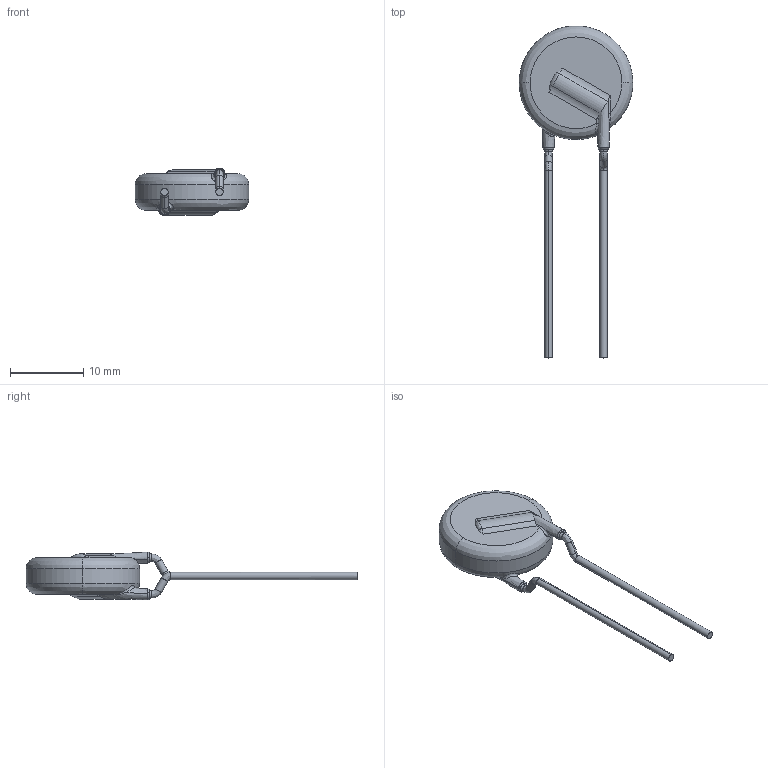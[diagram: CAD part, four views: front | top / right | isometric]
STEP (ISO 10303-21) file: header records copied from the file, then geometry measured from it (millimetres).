
FILE_DESCRIPTION (( 'STEP AP214' ), '1' );
FILE_NAME ('User Library-S238.STEP', '2021-09-20T11:52:37', ( '' ), ( '' ), 'SwSTEP 2.0', 'SolidWorks 2021', '' );
FILE_SCHEMA (( 'AUTOMOTIVE_DESIGN' ));
Length unit declared in the file: millimetre
Products named in the file (1): User Library-S238
Bounding box: 15.5 x 45.26 x 6.49 mm (x, y, z)
Volume: 978.3 mm3; surface area: 775.9 mm2
Topology: 1 solids, 1 shells, 66 faces, 176 edges, 112 vertices
Faces by surface type: bspline 37, cylinder 20, plane 9
Entity records: 5586 total; most frequent: CARTESIAN_POINT 3753, ORIENTED_EDGE 352, EDGE_CURVE 176, DIRECTION 171, VERTEX_POINT 112, B_SPLINE_CURVE_WITH_KNOTS 100, AXIS2_PLACEMENT_3D 72, EDGE_LOOP 66
